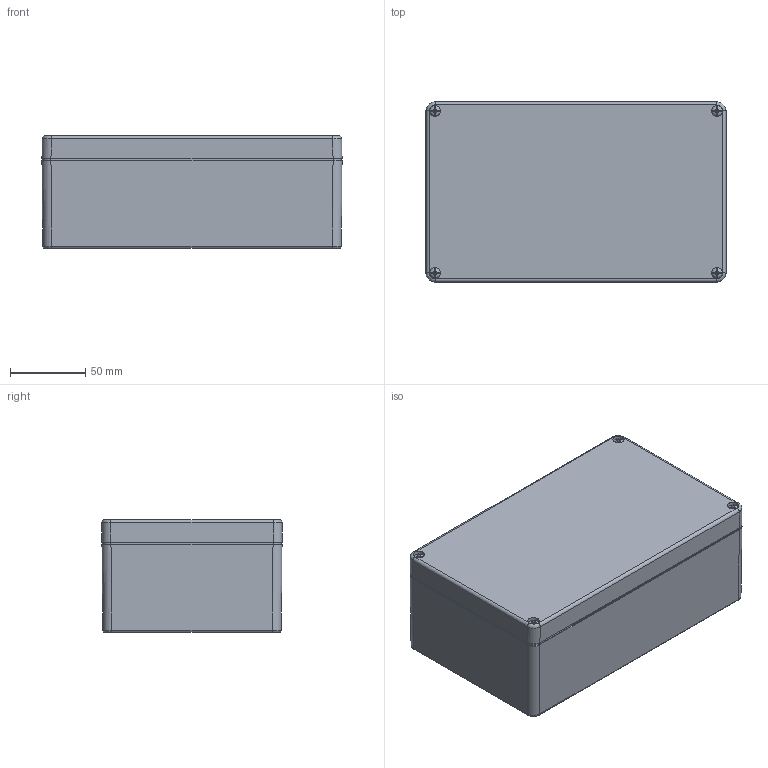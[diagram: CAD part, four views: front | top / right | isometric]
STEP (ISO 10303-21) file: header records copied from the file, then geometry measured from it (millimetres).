
FILE_DESCRIPTION(/* description */ ('ABS-Gehäuse'),/* implementation_level */ '2;1');
FILE_NAME(/* name */ '02201208045-RST.stp',/* time_stamp */ '2021-09-02T13:21:19+02:00',/* author */ ('sl'),/* organization */ (''),/* preprocessor_version */ 'ST-DEVELOPER v16.5',/* originating_system */ 'Autodesk Inventor 2017',/* authorisation */ '');
FILE_SCHEMA (('AUTOMOTIVE_DESIGN { 1 0 10303 214 3 1 1 }'));
Length unit declared in the file: millimetre
Products named in the file (5): 01_201208_000; Deckel-ABS-Gehäuse-20-BT-0002-01_201208_000; UT-ABS-Gehäuse-20-BT-0001-01_201208_000; SHR Z M4x24x10 ÄHNL_DIN EN ISO 7045 OG_3Dsym; Hülse_M4x8,3
Assembly tree (10 placements, depth 2):
  01_201208_000
    Deckel-ABS-Gehäuse-20-BT-0002-01_201208_000
    UT-ABS-Gehäuse-20-BT-0001-01_201208_000
    SHR Z M4x24x10 ÄHNL_DIN EN ISO 7045 OG_3Dsym  x4
    Hülse_M4x8,3  x4
Bounding box: 200 x 120 x 75.1 mm (x, y, z)
Volume: 306261.6 mm3; surface area: 210647.9 mm2
Topology: 10 solids, 10 shells, 784 faces, 1842 edges, 1134 vertices
Faces by surface type: plane 300, cone 182, cylinder 128, torus 114, bspline 36, sphere 24
Full cylindrical faces by diameter (mm): 2.87 x4, 3.242 x4, 3.55 x4, 4 x4, 4.5 x4, 5.7 x4, 6.2 x8, 6.7 x8, 7 x4
Entity records: 19392 total; most frequent: CARTESIAN_POINT 4777, DIRECTION 3176, ORIENTED_EDGE 2786, EDGE_CURVE 1393, AXIS2_PLACEMENT_3D 1314, VERTEX_POINT 928, EDGE_LOOP 863, FACE_OUTER_BOUND 655
